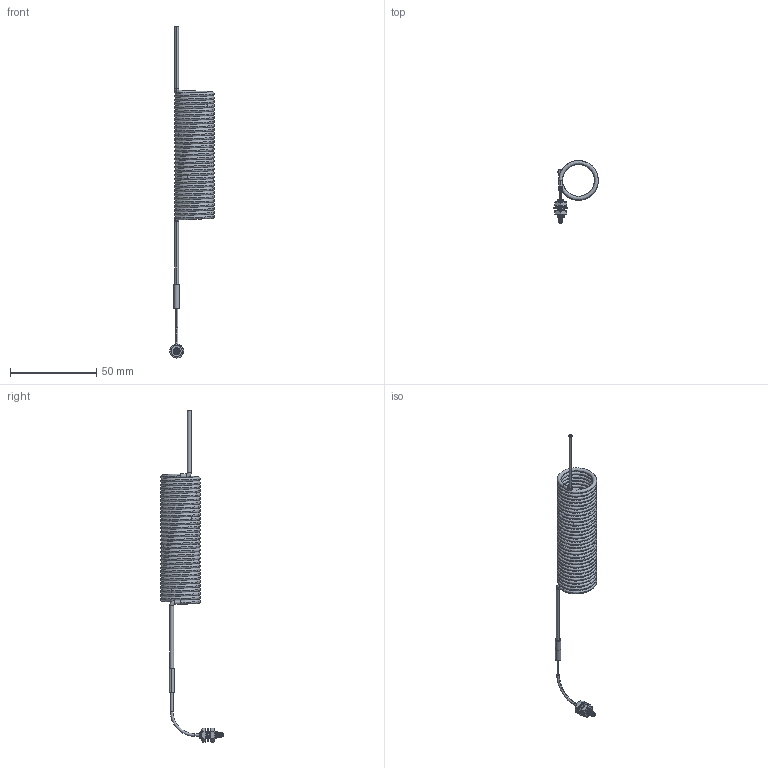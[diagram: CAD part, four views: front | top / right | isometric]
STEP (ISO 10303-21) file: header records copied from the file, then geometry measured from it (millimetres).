
FILE_DESCRIPTION((''),'2;1');
FILE_NAME('191572_ASM','2016-02-16T',('pdmadmin'),(''),'PRO/ENGINEER BY PARAMETRIC TECHNOLOGY CORPORATION, 2013230','PRO/ENGINEER BY PARAMETRIC TECHNOLOGY CORPORATION, 2013230','');
FILE_SCHEMA(('CONFIG_CONTROL_DESIGN'));
Length unit declared in the file: inch
Products named in the file (10): 35314_AF0; 15565_AF0; 10151_ASSEMBLY_AF0; 15732_AF0; 40845_AF0; 40844_AF0; 40844_AF1; FIBER_CORE_1MM_AF0; 61200_ASM; 191572_ASM
Assembly tree (9 placements, depth 3):
  191572_ASM
    61200_ASM
      35314_AF0
      15565_AF0
      10151_ASSEMBLY_AF0
      15732_AF0
      40845_AF0
      40844_AF0
      40844_AF1
      FIBER_CORE_1MM_AF0
Bounding box: 25.75 x 36.11 x 192.03 mm (x, y, z)
Volume: 7006.4 mm3; surface area: 23143 mm2
Topology: 8 solids, 10 shells, 239 faces, 586 edges, 364 vertices
Faces by surface type: cylinder 105, plane 50, bspline 50, cone 22, torus 12
Entity records: 26816 total; most frequent: CARTESIAN_POINT 21291, ORIENTED_EDGE 1164, DIRECTION 1014, EDGE_CURVE 586, AXIS2_PLACEMENT_3D 402, VERTEX_POINT 364, EDGE_LOOP 254, FACE_OUTER_BOUND 239
